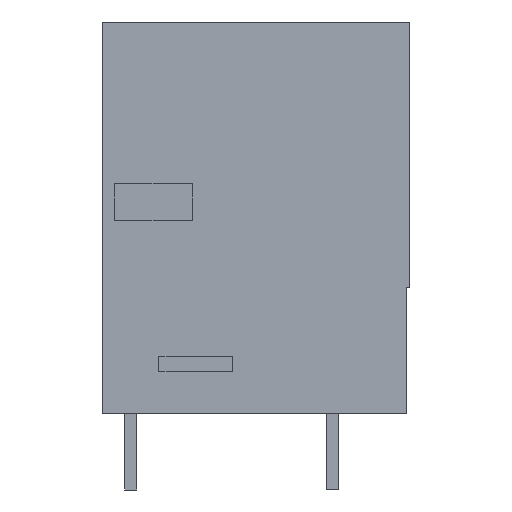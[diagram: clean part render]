
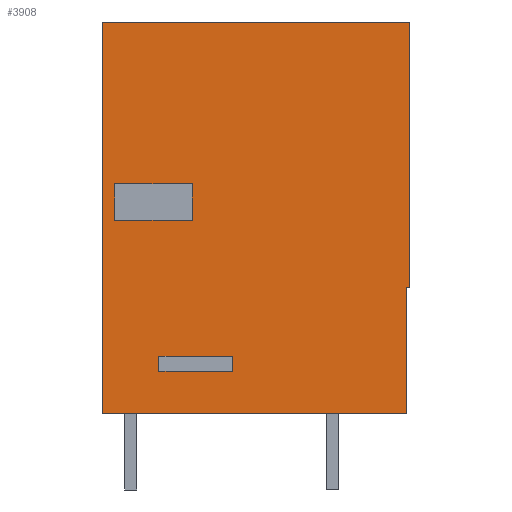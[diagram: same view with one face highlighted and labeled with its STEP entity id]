
A CAD part, left-side view. The second image highlights one B-rep face of the part: STEP entity #3908.
In plain terms, the highlighted planar face has unit normal (-1, 0, 0).
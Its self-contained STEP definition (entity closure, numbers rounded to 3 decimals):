
#3881=AXIS2_PLACEMENT_3D('Plane Axis2P3D',#3878,#3879,#3880) ;
#315=CARTESIAN_POINT('Vertex',(0.,20.05,5.)) ;
#318=CARTESIAN_POINT('Line Origine',(0.,20.05,17.78)) ;
#322=CARTESIAN_POINT('Vertex',(0.,20.05,30.56)) ;
#1517=CARTESIAN_POINT('Vertex',(0.,0.2,13.211)) ;
#1520=CARTESIAN_POINT('Line Origine',(0.,0.2,9.105)) ;
#1524=CARTESIAN_POINT('Vertex',(0.,0.2,5.)) ;
#3114=CARTESIAN_POINT('Vertex',(0.,0.,30.56)) ;
#3117=CARTESIAN_POINT('Line Origine',(0.,10.025,30.56)) ;
#3141=CARTESIAN_POINT('Vertex',(0.,19.25,17.6)) ;
#3146=CARTESIAN_POINT('Line Origine',(0.,16.718,17.6)) ;
#3150=CARTESIAN_POINT('Vertex',(0.,14.186,17.6)) ;
#3182=CARTESIAN_POINT('Vertex',(0.,19.25,20.)) ;
#3187=CARTESIAN_POINT('Line Origine',(0.,19.25,18.8)) ;
#3214=CARTESIAN_POINT('Vertex',(0.,14.186,20.)) ;
#3219=CARTESIAN_POINT('Line Origine',(0.,16.718,20.)) ;
#3242=CARTESIAN_POINT('Line Origine',(0.,14.186,18.8)) ;
#3269=CARTESIAN_POINT('Vertex',(0.,11.562,7.75)) ;
#3274=CARTESIAN_POINT('Line Origine',(0.,11.562,8.25)) ;
#3278=CARTESIAN_POINT('Vertex',(0.,11.562,8.75)) ;
#3310=CARTESIAN_POINT('Vertex',(0.,16.362,7.75)) ;
#3315=CARTESIAN_POINT('Line Origine',(0.,13.962,7.75)) ;
#3342=CARTESIAN_POINT('Vertex',(0.,16.362,8.75)) ;
#3347=CARTESIAN_POINT('Line Origine',(0.,16.362,8.25)) ;
#3370=CARTESIAN_POINT('Line Origine',(0.,13.962,8.75)) ;
#3498=CARTESIAN_POINT('Line Origine',(0.,10.125,5.)) ;
#3786=CARTESIAN_POINT('Line Origine',(0.,0.,21.885)) ;
#3790=CARTESIAN_POINT('Vertex',(0.,0.,13.211)) ;
#3878=CARTESIAN_POINT('Axis2P3D Location',(0.,20.05,0.)) ;
#3883=CARTESIAN_POINT('Line Origine',(0.,0.1,13.211)) ;
#319=DIRECTION('Vector Direction',(0.,0.,-1.)) ;
#1521=DIRECTION('Vector Direction',(0.,0.,-1.)) ;
#3118=DIRECTION('Vector Direction',(0.,-1.,0.)) ;
#3147=DIRECTION('Vector Direction',(0.,-1.,0.)) ;
#3188=DIRECTION('Vector Direction',(0.,0.,-1.)) ;
#3220=DIRECTION('Vector Direction',(0.,1.,0.)) ;
#3243=DIRECTION('Vector Direction',(0.,0.,-1.)) ;
#3275=DIRECTION('Vector Direction',(0.,0.,1.)) ;
#3316=DIRECTION('Vector Direction',(0.,1.,0.)) ;
#3348=DIRECTION('Vector Direction',(0.,0.,-1.)) ;
#3371=DIRECTION('Vector Direction',(0.,-1.,0.)) ;
#3499=DIRECTION('Vector Direction',(0.,-1.,0.)) ;
#3787=DIRECTION('Vector Direction',(0.,0.,-1.)) ;
#3879=DIRECTION('Axis2P3D Direction',(-1.,0.,0.)) ;
#3880=DIRECTION('Axis2P3D XDirection',(0.,-1.,0.)) ;
#3884=DIRECTION('Vector Direction',(0.,-1.,0.)) ;
#320=VECTOR('Line Direction',#319,1.) ;
#1522=VECTOR('Line Direction',#1521,1.) ;
#3119=VECTOR('Line Direction',#3118,1.) ;
#3148=VECTOR('Line Direction',#3147,1.) ;
#3189=VECTOR('Line Direction',#3188,1.) ;
#3221=VECTOR('Line Direction',#3220,1.) ;
#3244=VECTOR('Line Direction',#3243,1.) ;
#3276=VECTOR('Line Direction',#3275,1.) ;
#3317=VECTOR('Line Direction',#3316,1.) ;
#3349=VECTOR('Line Direction',#3348,1.) ;
#3372=VECTOR('Line Direction',#3371,1.) ;
#3500=VECTOR('Line Direction',#3499,1.) ;
#3788=VECTOR('Line Direction',#3787,1.) ;
#3885=VECTOR('Line Direction',#3884,1.) ;
#3889=ORIENTED_EDGE('',*,*,#324,.T.) ;
#3890=ORIENTED_EDGE('',*,*,#3502,.T.) ;
#3891=ORIENTED_EDGE('',*,*,#1526,.T.) ;
#3892=ORIENTED_EDGE('',*,*,#3887,.T.) ;
#3893=ORIENTED_EDGE('',*,*,#3792,.T.) ;
#3894=ORIENTED_EDGE('',*,*,#3121,.T.) ;
#3897=ORIENTED_EDGE('',*,*,#3152,.F.) ;
#3898=ORIENTED_EDGE('',*,*,#3191,.F.) ;
#3899=ORIENTED_EDGE('',*,*,#3223,.F.) ;
#3900=ORIENTED_EDGE('',*,*,#3246,.F.) ;
#3903=ORIENTED_EDGE('',*,*,#3280,.F.) ;
#3904=ORIENTED_EDGE('',*,*,#3319,.F.) ;
#3905=ORIENTED_EDGE('',*,*,#3351,.F.) ;
#3906=ORIENTED_EDGE('',*,*,#3374,.F.) ;
#3901=FACE_BOUND('',#3896,.T.) ;
#3907=FACE_BOUND('',#3902,.T.) ;
#3908=ADVANCED_FACE('HOUSING',(#3895,#3901,#3907),#3882,.T.) ;
#324=EDGE_CURVE('',#323,#316,#321,.T.) ;
#1526=EDGE_CURVE('',#1525,#1518,#1523,.F.) ;
#3121=EDGE_CURVE('',#3115,#323,#3120,.F.) ;
#3152=EDGE_CURVE('',#3142,#3151,#3149,.T.) ;
#3191=EDGE_CURVE('',#3183,#3142,#3190,.T.) ;
#3223=EDGE_CURVE('',#3215,#3183,#3222,.T.) ;
#3246=EDGE_CURVE('',#3151,#3215,#3245,.F.) ;
#3280=EDGE_CURVE('',#3270,#3279,#3277,.T.) ;
#3319=EDGE_CURVE('',#3311,#3270,#3318,.F.) ;
#3351=EDGE_CURVE('',#3343,#3311,#3350,.T.) ;
#3374=EDGE_CURVE('',#3279,#3343,#3373,.F.) ;
#3502=EDGE_CURVE('',#316,#1525,#3501,.T.) ;
#3792=EDGE_CURVE('',#3791,#3115,#3789,.F.) ;
#3887=EDGE_CURVE('',#1518,#3791,#3886,.T.) ;
#3888=EDGE_LOOP('',(#3889,#3890,#3891,#3892,#3893,#3894)) ;
#3896=EDGE_LOOP('',(#3897,#3898,#3899,#3900)) ;
#3902=EDGE_LOOP('',(#3903,#3904,#3905,#3906)) ;
#3895=FACE_OUTER_BOUND('',#3888,.T.) ;
#321=LINE('Line',#318,#320) ;
#1523=LINE('Line',#1520,#1522) ;
#3120=LINE('Line',#3117,#3119) ;
#3149=LINE('Line',#3146,#3148) ;
#3190=LINE('Line',#3187,#3189) ;
#3222=LINE('Line',#3219,#3221) ;
#3245=LINE('Line',#3242,#3244) ;
#3277=LINE('Line',#3274,#3276) ;
#3318=LINE('Line',#3315,#3317) ;
#3350=LINE('Line',#3347,#3349) ;
#3373=LINE('Line',#3370,#3372) ;
#3501=LINE('Line',#3498,#3500) ;
#3789=LINE('Line',#3786,#3788) ;
#3886=LINE('Line',#3883,#3885) ;
#3882=PLANE('',#3881) ;
#316=VERTEX_POINT('',#315) ;
#323=VERTEX_POINT('',#322) ;
#1518=VERTEX_POINT('',#1517) ;
#1525=VERTEX_POINT('',#1524) ;
#3115=VERTEX_POINT('',#3114) ;
#3142=VERTEX_POINT('',#3141) ;
#3151=VERTEX_POINT('',#3150) ;
#3183=VERTEX_POINT('',#3182) ;
#3215=VERTEX_POINT('',#3214) ;
#3270=VERTEX_POINT('',#3269) ;
#3279=VERTEX_POINT('',#3278) ;
#3311=VERTEX_POINT('',#3310) ;
#3343=VERTEX_POINT('',#3342) ;
#3791=VERTEX_POINT('',#3790) ;
